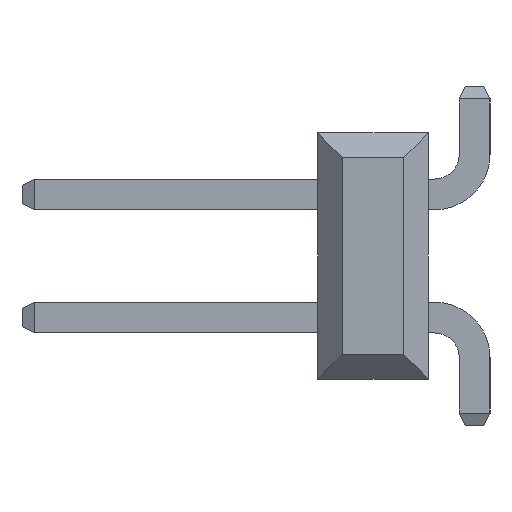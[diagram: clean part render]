
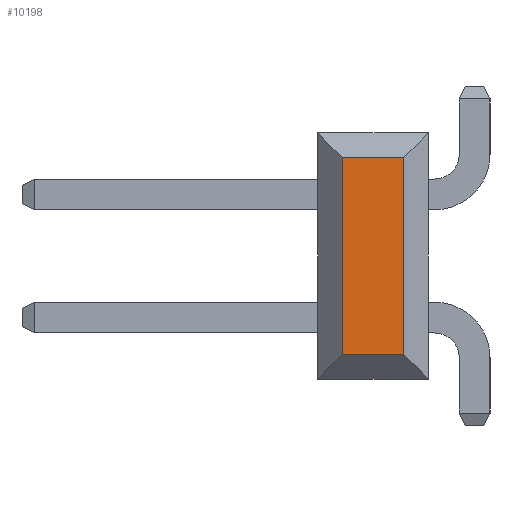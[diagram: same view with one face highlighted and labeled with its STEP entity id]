
A CAD part, left-side view. The second image highlights one B-rep face of the part: STEP entity #10198.
In plain terms, the highlighted planar face has unit normal (-1, 0, 0).
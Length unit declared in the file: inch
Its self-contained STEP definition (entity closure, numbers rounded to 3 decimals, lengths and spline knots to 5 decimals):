
#1497=DIRECTION('',(0.,0.,1.));
#1498=VECTOR('',#1497,0.16);
#1499=CARTESIAN_POINT('',(-0.65,-0.025,-0.08));
#1500=LINE('',#1499,#1498);
#1509=DIRECTION('',(0.,0.,1.));
#1510=VECTOR('',#1509,0.16);
#1511=CARTESIAN_POINT('',(-0.65,0.025,-0.08));
#1512=LINE('',#1511,#1510);
#1513=DIRECTION('',(0.,-1.,0.));
#1514=VECTOR('',#1513,0.05);
#1515=CARTESIAN_POINT('',(-0.65,0.025,0.08));
#1516=LINE('',#1515,#1514);
#1517=DIRECTION('',(0.,-1.,0.));
#1518=VECTOR('',#1517,0.05);
#1519=CARTESIAN_POINT('',(-0.65,0.025,-0.08));
#1520=LINE('',#1519,#1518);
#6777=CARTESIAN_POINT('',(-0.65,0.025,-0.08));
#6778=CARTESIAN_POINT('',(-0.65,0.025,0.08));
#6779=VERTEX_POINT('',#6777);
#6780=VERTEX_POINT('',#6778);
#6781=CARTESIAN_POINT('',(-0.65,-0.025,-0.08));
#6782=CARTESIAN_POINT('',(-0.65,-0.025,0.08));
#6783=VERTEX_POINT('',#6781);
#6784=VERTEX_POINT('',#6782);
#10184=CARTESIAN_POINT('',(-0.65,0.025,-0.1));
#10185=DIRECTION('',(-1.,0.,0.));
#10186=DIRECTION('',(0.,-1.,0.));
#10187=AXIS2_PLACEMENT_3D('',#10184,#10185,#10186);
#10188=PLANE('',#10187);
#10190=ORIENTED_EDGE('',*,*,#10189,.T.);
#10192=ORIENTED_EDGE('',*,*,#10191,.T.);
#10193=ORIENTED_EDGE('',*,*,#10174,.F.);
#10195=ORIENTED_EDGE('',*,*,#10194,.F.);
#10196=EDGE_LOOP('',(#10190,#10192,#10193,#10195));
#10197=FACE_OUTER_BOUND('',#10196,.F.);
#10198=ADVANCED_FACE('',(#10197),#10188,.T.);
#10174=EDGE_CURVE('',#6783,#6784,#1500,.T.);
#10189=EDGE_CURVE('',#6779,#6780,#1512,.T.);
#10191=EDGE_CURVE('',#6780,#6784,#1516,.T.);
#10194=EDGE_CURVE('',#6779,#6783,#1520,.T.);
